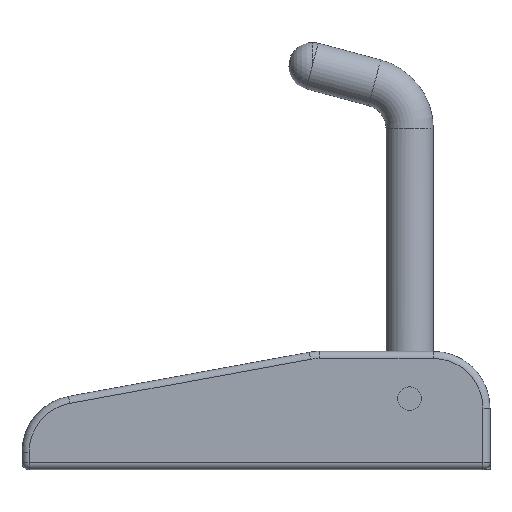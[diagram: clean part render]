
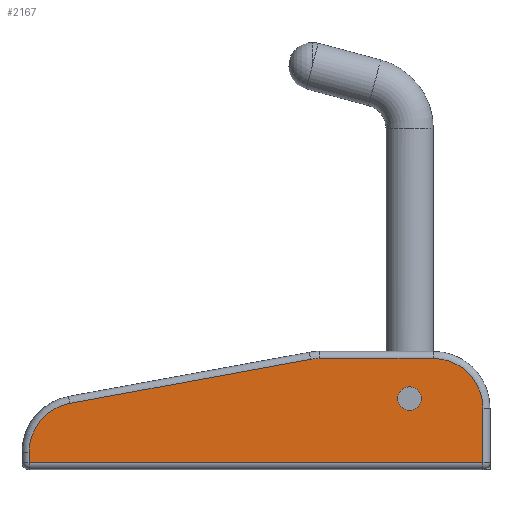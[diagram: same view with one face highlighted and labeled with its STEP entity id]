
A CAD part, left-side view. The second image highlights one B-rep face of the part: STEP entity #2167.
In plain terms, the highlighted planar face has unit normal (-1, 0, 0).
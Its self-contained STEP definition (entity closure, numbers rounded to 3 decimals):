
#22 = DIRECTION ( 'NONE',  ( 0., 1., 0. ) ) ;
#116 = EDGE_CURVE ( 'NONE', #1909, #555, #1611, .T. ) ;
#138 = VECTOR ( 'NONE', #3082, 1000. ) ;
#152 = DIRECTION ( 'NONE',  ( 1., 0., 0. ) ) ;
#223 = EDGE_CURVE ( 'NONE', #3182, #3955, #2445, .T. ) ;
#248 = CARTESIAN_POINT ( 'NONE',  ( -12., 70., -11.333 ) ) ;
#325 = CARTESIAN_POINT ( 'NONE',  ( -12., -15.5, -13.5 ) ) ;
#345 = DIRECTION ( 'NONE',  ( 0., -1., 0. ) ) ;
#353 = FACE_BOUND ( 'NONE', #2268, .T. ) ;
#398 = CIRCLE ( 'NONE', #1392, 10.5 ) ;
#418 = EDGE_CURVE ( 'NONE', #674, #2597, #398, .T. ) ;
#438 = CARTESIAN_POINT ( 'NONE',  ( -12., 82., 8.5 ) ) ;
#452 = EDGE_CURVE ( 'NONE', #2597, #1802, #852, .T. ) ;
#472 = ORIENTED_EDGE ( 'NONE', *, *, #2296, .T. ) ;
#533 = ORIENTED_EDGE ( 'NONE', *, *, #452, .T. ) ;
#534 = EDGE_CURVE ( 'NONE', #3897, #3692, #1957, .T. ) ;
#550 = AXIS2_PLACEMENT_3D ( 'NONE', #248, #3827, #3412 ) ;
#555 = VERTEX_POINT ( 'NONE', #1284 ) ;
#556 = CARTESIAN_POINT ( 'NONE',  ( -12., 0., 0. ) ) ;
#565 = AXIS2_PLACEMENT_3D ( 'NONE', #2538, #2141, #1744 ) ;
#637 = AXIS2_PLACEMENT_3D ( 'NONE', #1589, #767, #345 ) ;
#674 = VERTEX_POINT ( 'NONE', #686 ) ;
#686 = CARTESIAN_POINT ( 'NONE',  ( -12., -15.5, -2. ) ) ;
#767 = DIRECTION ( 'NONE',  ( 1., 0., 0. ) ) ;
#794 = DIRECTION ( 'NONE',  ( 0., 0., -1. ) ) ;
#831 = VERTEX_POINT ( 'NONE', #325 ) ;
#852 = LINE ( 'NONE', #438, #2010 ) ;
#1192 = CARTESIAN_POINT ( 'NONE',  ( -12., 80.5, -15. ) ) ;
#1196 = CARTESIAN_POINT ( 'NONE',  ( -12., 0., 2.5 ) ) ;
#1251 = VECTOR ( 'NONE', #1876, 1000. ) ;
#1271 = EDGE_LOOP ( 'NONE', ( #472, #3206, #2774, #533, #2556, #1462, #3812, #1447 ) ) ;
#1284 = CARTESIAN_POINT ( 'NONE',  ( -12., 80.5, -13.5 ) ) ;
#1332 = EDGE_CURVE ( 'NONE', #831, #674, #2682, .T. ) ;
#1366 = DIRECTION ( 'NONE',  ( 0., -1., 0. ) ) ;
#1379 = CIRCLE ( 'NONE', #637, 2.5 ) ;
#1392 = AXIS2_PLACEMENT_3D ( 'NONE', #2179, #1782, #1366 ) ;
#1409 = CARTESIAN_POINT ( 'NONE',  ( -12., 71.893, -1.005 ) ) ;
#1447 = ORIENTED_EDGE ( 'NONE', *, *, #116, .T. ) ;
#1462 = ORIENTED_EDGE ( 'NONE', *, *, #223, .T. ) ;
#1531 = CARTESIAN_POINT ( 'NONE',  ( -12., 20.984, 8.328 ) ) ;
#1589 = CARTESIAN_POINT ( 'NONE',  ( -12., 0., 0. ) ) ;
#1611 = LINE ( 'NONE', #1192, #3731 ) ;
#1637 = AXIS2_PLACEMENT_3D ( 'NONE', #556, #152, #3720 ) ;
#1699 = ORIENTED_EDGE ( 'NONE', *, *, #534, .T. ) ;
#1744 = DIRECTION ( 'NONE',  ( 0., -1., 0. ) ) ;
#1782 = DIRECTION ( 'NONE',  ( -1., 0., 0. ) ) ;
#1802 = VERTEX_POINT ( 'NONE', #3063 ) ;
#1876 = DIRECTION ( 'NONE',  ( 0., 0., 1. ) ) ;
#1909 = VERTEX_POINT ( 'NONE', #3594 ) ;
#1957 = CIRCLE ( 'NONE', #1637, 2.5 ) ;
#1973 = CIRCLE ( 'NONE', #3463, 10.5 ) ;
#2004 = EDGE_CURVE ( 'NONE', #3692, #3897, #1379, .T. ) ;
#2010 = VECTOR ( 'NONE', #22, 1000. ) ;
#2107 = DIRECTION ( 'NONE',  ( 0., -1., 0. ) ) ;
#2141 = DIRECTION ( 'NONE',  ( -1., 0., 0. ) ) ;
#2167 = ADVANCED_FACE ( 'NONE', ( #3413, #353 ), #2955, .T. ) ;
#2179 = CARTESIAN_POINT ( 'NONE',  ( -12., -5., -2. ) ) ;
#2268 = EDGE_LOOP ( 'NONE', ( #3695, #1699 ) ) ;
#2280 = CARTESIAN_POINT ( 'NONE',  ( -12., -15.5, -15. ) ) ;
#2296 = EDGE_CURVE ( 'NONE', #555, #831, #3900, .T. ) ;
#2398 = CARTESIAN_POINT ( 'NONE',  ( -12., -5., 8.5 ) ) ;
#2445 = LINE ( 'NONE', #3967, #2481 ) ;
#2450 = EDGE_CURVE ( 'NONE', #3955, #1909, #2544, .T. ) ;
#2481 = VECTOR ( 'NONE', #3567, 1000. ) ;
#2500 = DIRECTION ( 'NONE',  ( -1., 0., 0. ) ) ;
#2538 = CARTESIAN_POINT ( 'NONE',  ( -12., 82., -15. ) ) ;
#2544 = CIRCLE ( 'NONE', #550, 10.5 ) ;
#2556 = ORIENTED_EDGE ( 'NONE', *, *, #3224, .T. ) ;
#2597 = VERTEX_POINT ( 'NONE', #2398 ) ;
#2625 = CARTESIAN_POINT ( 'NONE',  ( -12., 0., -2.5 ) ) ;
#2682 = LINE ( 'NONE', #2280, #1251 ) ;
#2774 = ORIENTED_EDGE ( 'NONE', *, *, #418, .T. ) ;
#2915 = CARTESIAN_POINT ( 'NONE',  ( -12., 19.091, -2. ) ) ;
#2955 = PLANE ( 'NONE',  #565 ) ;
#3063 = CARTESIAN_POINT ( 'NONE',  ( -12., 19.091, 8.5 ) ) ;
#3082 = DIRECTION ( 'NONE',  ( 0., -1., 0. ) ) ;
#3182 = VERTEX_POINT ( 'NONE', #1531 ) ;
#3206 = ORIENTED_EDGE ( 'NONE', *, *, #1332, .T. ) ;
#3224 = EDGE_CURVE ( 'NONE', #1802, #3182, #1973, .T. ) ;
#3412 = DIRECTION ( 'NONE',  ( 0., -1., 0. ) ) ;
#3413 = FACE_OUTER_BOUND ( 'NONE', #1271, .T. ) ;
#3463 = AXIS2_PLACEMENT_3D ( 'NONE', #2915, #2500, #2107 ) ;
#3489 = CARTESIAN_POINT ( 'NONE',  ( -12., -17., -13.5 ) ) ;
#3567 = DIRECTION ( 'NONE',  ( 0., 0.984, -0.18 ) ) ;
#3594 = CARTESIAN_POINT ( 'NONE',  ( -12., 80.5, -11.333 ) ) ;
#3692 = VERTEX_POINT ( 'NONE', #1196 ) ;
#3695 = ORIENTED_EDGE ( 'NONE', *, *, #2004, .T. ) ;
#3720 = DIRECTION ( 'NONE',  ( 0., -1., 0. ) ) ;
#3731 = VECTOR ( 'NONE', #794, 1000. ) ;
#3812 = ORIENTED_EDGE ( 'NONE', *, *, #2450, .T. ) ;
#3827 = DIRECTION ( 'NONE',  ( -1., 0., 0. ) ) ;
#3897 = VERTEX_POINT ( 'NONE', #2625 ) ;
#3900 = LINE ( 'NONE', #3489, #138 ) ;
#3955 = VERTEX_POINT ( 'NONE', #1409 ) ;
#3967 = CARTESIAN_POINT ( 'NONE',  ( -12., 71.893, -1.005 ) ) ;
